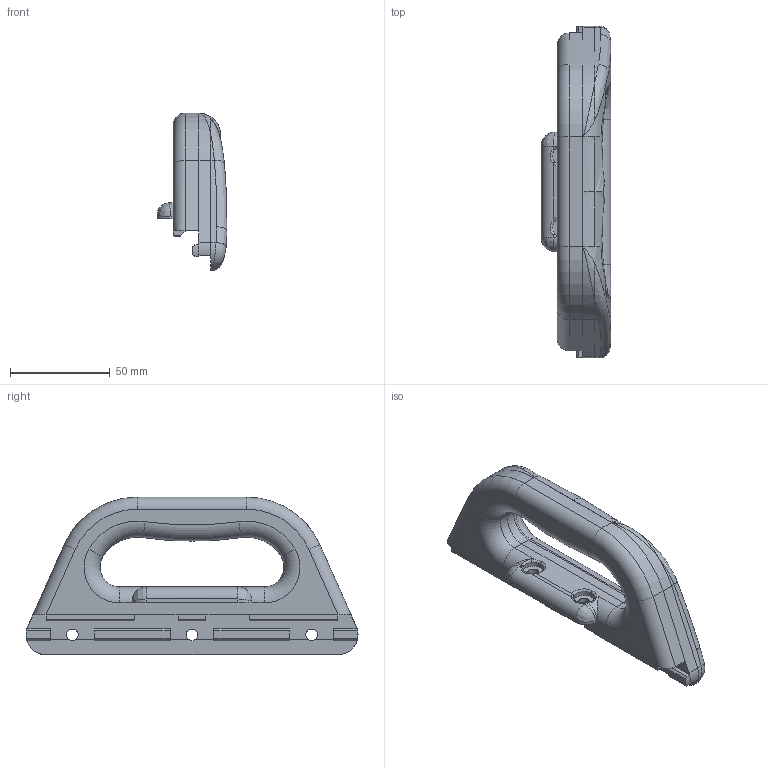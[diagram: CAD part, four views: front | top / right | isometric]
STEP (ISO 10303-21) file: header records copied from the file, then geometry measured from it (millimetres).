
FILE_DESCRIPTION(('FreeCAD Model'),'2;1');
FILE_NAME('Open CASCADE Shape Model','2022-07-19T18:02:45',(''),(''), 'Open CASCADE STEP processor 7.5','FreeCAD','Unknown');
FILE_SCHEMA(('AUTOMOTIVE_DESIGN { 1 0 10303 214 1 1 1 1 }'));
Length unit declared in the file: millimetre
Products named in the file (4): handle; inner_part; middle_part; outer_part
Assembly tree (3 placements, depth 2):
  handle
    inner_part
    middle_part
    outer_part
Bounding box: 35 x 166.5 x 79 mm (x, y, z)
Volume: 166952.8 mm3; surface area: 58977.3 mm2
Topology: 3 solids, 3 shells, 286 faces, 697 edges, 417 vertices
Faces by surface type: plane 125, bspline 70, cylinder 67, torus 17, extrusion 4, cone 3
Full cylindrical faces by diameter (mm): 3.6 x9, 4.4 x3, 5.4 x2, 5.8 x3, 6.5 x3, 10.5 x2
Entity records: 45575 total; most frequent: CARTESIAN_POINT 32821, DIRECTION 2022, ORIENTED_EDGE 1382, PCURVE 1382, DEFINITIONAL_REPRESENTATION 1382, VECTOR 1242, LINE 1238, EDGE_CURVE 691
